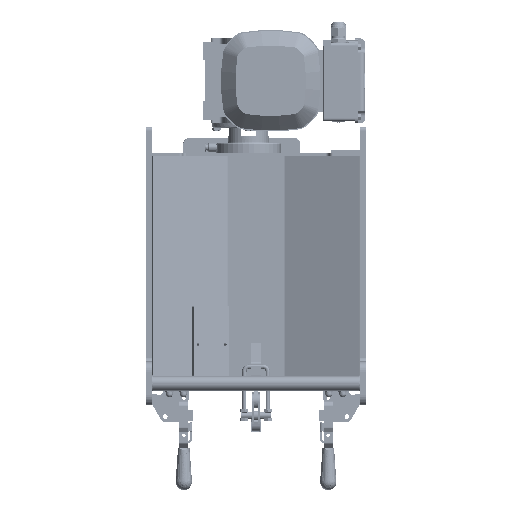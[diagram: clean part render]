
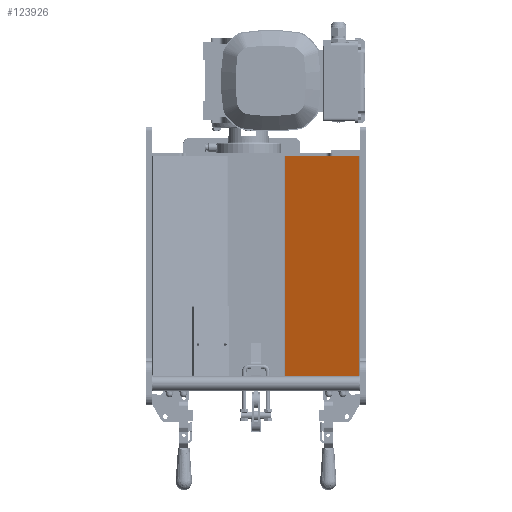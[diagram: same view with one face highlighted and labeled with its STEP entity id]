
A CAD part, left-side view. The second image highlights one B-rep face of the part: STEP entity #123926.
In plain terms, the highlighted planar face has unit normal (-0.932, 0.363, 0).
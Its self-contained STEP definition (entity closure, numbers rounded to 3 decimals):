
#6028=PLANE('',#134508);
#11153=FACE_OUTER_BOUND('',#18209,.T.);
#18209=EDGE_LOOP('',(#97632,#97633,#97634,#97635));
#31789=LINE('',#193773,#40808);
#33967=LINE('',#204835,#42986);
#34347=LINE('',#206101,#43366);
#34348=LINE('',#206103,#43367);
#40808=VECTOR('',#152711,10.);
#42986=VECTOR('',#160421,10.);
#43366=VECTOR('',#161779,10.);
#43367=VECTOR('',#161782,10.);
#50832=VERTEX_POINT('',#193770);
#50833=VERTEX_POINT('',#193772);
#53451=VERTEX_POINT('',#204789);
#53472=VERTEX_POINT('',#204833);
#64709=EDGE_CURVE('',#50833,#50832,#31789,.T.);
#68686=EDGE_CURVE('',#53451,#53472,#33967,.T.);
#69328=EDGE_CURVE('',#53472,#50833,#34347,.T.);
#69329=EDGE_CURVE('',#53451,#50832,#34348,.T.);
#97632=ORIENTED_EDGE('',*,*,#64709,.T.);
#97633=ORIENTED_EDGE('',*,*,#69329,.F.);
#97634=ORIENTED_EDGE('',*,*,#68686,.T.);
#97635=ORIENTED_EDGE('',*,*,#69328,.T.);
#123926=ADVANCED_FACE('',(#11153),#6028,.T.);
#134508=AXIS2_PLACEMENT_3D('',#206102,#161780,#161781);
#152711=DIRECTION('',(-0.363,-0.932,0.));
#160421=DIRECTION('',(0.363,0.932,0.));
#161779=DIRECTION('',(0.,0.,-1.));
#161780=DIRECTION('center_axis',(-0.932,0.363,0.));
#161781=DIRECTION('ref_axis',(0.,0.,
-1.));
#161782=DIRECTION('',(0.,0.,-1.));
#193770=CARTESIAN_POINT('',(-262.795,-140.91,-150.));
#193772=CARTESIAN_POINT('',(-223.205,-39.367,-150.));
#193773=CARTESIAN_POINT('',(-262.795,-140.91,-150.));
#204789=CARTESIAN_POINT('',(-262.795,-140.91,150.));
#204833=CARTESIAN_POINT('',(-223.205,-39.367,150.));
#204835=CARTESIAN_POINT('',(-262.795,-140.91,150.));
#206101=CARTESIAN_POINT('',(-223.205,-39.367,150.));
#206102=CARTESIAN_POINT('Origin',(-223.205,-39.367,150.));
#206103=CARTESIAN_POINT('',(-262.795,-140.91,150.));
